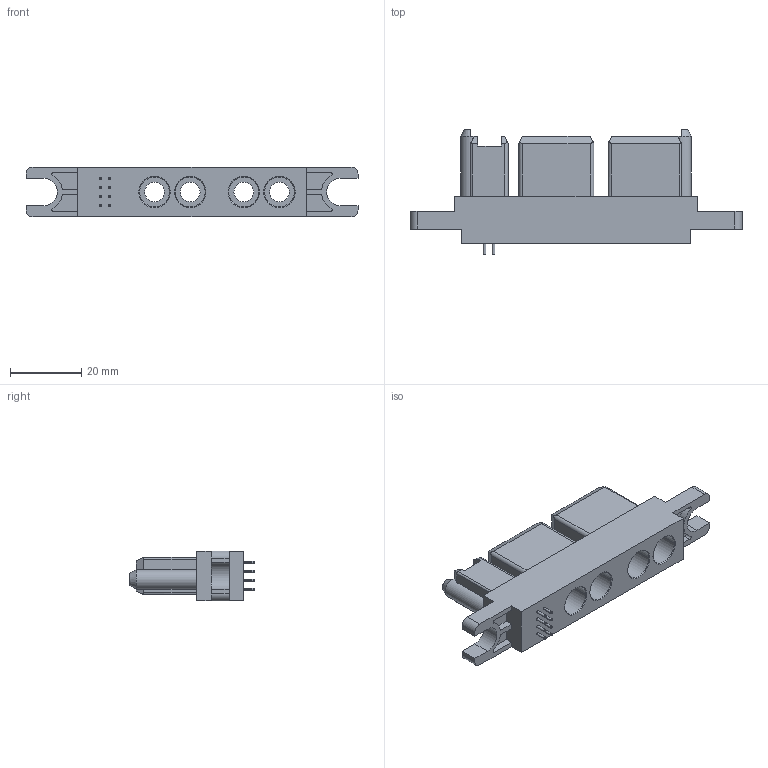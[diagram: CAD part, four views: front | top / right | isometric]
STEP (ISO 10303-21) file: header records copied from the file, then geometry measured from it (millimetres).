
FILE_DESCRIPTION((''),'2;1');
FILE_NAME('F00MPC-P12SD200-02','2025-05-16T',('gongcheng6'),(''),'PRO/ENGINEER BY PARAMETRIC TECHNOLOGY CORPORATION, 2010280','PRO/ENGINEER BY PARAMETRIC TECHNOLOGY CORPORATION, 2010280','');
FILE_SCHEMA(('CONFIG_CONTROL_DESIGN'));
Length unit declared in the file: millimetre
Products named in the file (1): F00MPC-P12SD200-02
Bounding box: 93 x 35.14 x 14 mm (x, y, z)
Volume: 18157.8 mm3; surface area: 11066.9 mm2
Topology: 1 solids, 1 shells, 605 faces, 1595 edges, 1046 vertices
Faces by surface type: plane 253, extrusion 222, cylinder 80, cone 50
Entity records: 19466 total; most frequent: CARTESIAN_POINT 5201, ORIENTED_EDGE 3190, DIRECTION 2306, EDGE_CURVE 1595, VECTOR 1136, VERTEX_POINT 1046, LINE 914, B_SPLINE_CURVE_WITH_KNOTS 701
